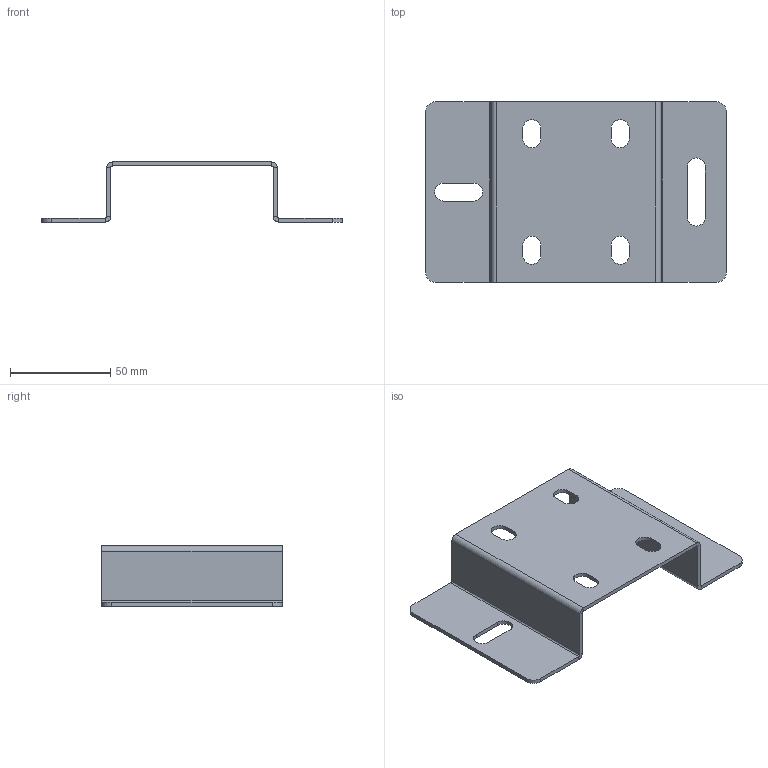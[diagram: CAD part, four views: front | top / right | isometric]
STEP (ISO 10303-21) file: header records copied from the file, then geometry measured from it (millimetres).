
FILE_DESCRIPTION (( 'STEP AP203' ), '1' );
FILE_NAME ('V11300646 Halter für Kugelhahn.STEP', '2022-06-24T13:12:25', ( '' ), ( '' ), 'SwSTEP 2.0', 'SolidWorks 2022', '' );
FILE_SCHEMA (( 'CONFIG_CONTROL_DESIGN' ));
Length unit declared in the file: millimetre
Products named in the file (1): V11300646 Halter f黵 Kugelhahn
Bounding box: 149.82 x 90 x 29.91 mm (x, y, z)
Volume: 34591.9 mm3; surface area: 36324.3 mm2
Topology: 1 solids, 1 shells, 67 faces, 163 edges, 98 vertices
Faces by surface type: plane 42, cylinder 25
Entity records: 2032 total; most frequent: DIRECTION 349, CARTESIAN_POINT 329, ORIENTED_EDGE 326, EDGE_CURVE 163, AXIS2_PLACEMENT_3D 118, VECTOR 113, LINE 113, VERTEX_POINT 98
